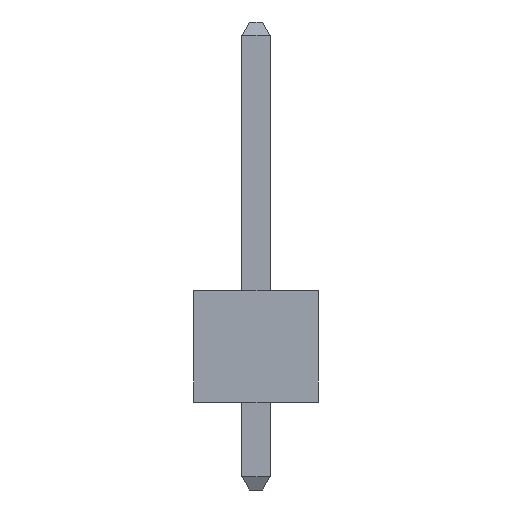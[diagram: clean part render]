
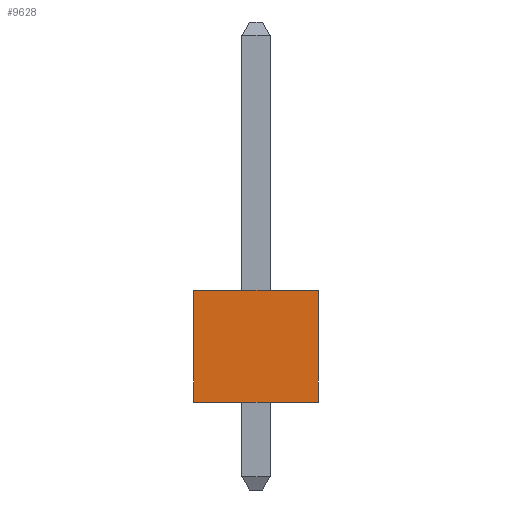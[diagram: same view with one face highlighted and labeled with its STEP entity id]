
A CAD part, left-side view. The second image highlights one B-rep face of the part: STEP entity #9628.
In plain terms, the highlighted planar face has unit normal (-1, 0, 0).
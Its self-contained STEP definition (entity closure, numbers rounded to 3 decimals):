
#9567 = CARTESIAN_POINT ( 'NONE',  ( -1.42, 1.42, 0. ) ) ;
#9568 = VERTEX_POINT ( 'NONE', #9567 ) ;
#9575 = CARTESIAN_POINT ( 'NONE',  ( -1.42, 1.42, 2.54 ) ) ;
#9576 = VERTEX_POINT ( 'NONE', #9575 ) ;
#9577 = CARTESIAN_POINT ( 'NONE',  ( -1.42, 1.42, 2.54 ) ) ;
#9578 = DIRECTION ( 'NONE',  ( 0., 0., -1. ) ) ;
#9579 = VECTOR ( 'NONE', #9578, 1000. ) ;
#9580 = LINE ( 'NONE', #9577, #9579 ) ;
#9581 = EDGE_CURVE ( 'NONE', #9576, #9568, #9580, .T. ) ;
#9598 = CARTESIAN_POINT ( 'NONE',  ( -1.42, -1.42, 0. ) ) ;
#9599 = VERTEX_POINT ( 'NONE', #9598 ) ;
#9600 = CARTESIAN_POINT ( 'NONE',  ( -1.42, -1.42, 0. ) ) ;
#9601 = DIRECTION ( 'NONE',  ( 0., -1., 0. ) ) ;
#9602 = VECTOR ( 'NONE', #9601, 1000. ) ;
#9603 = LINE ( 'NONE', #9600, #9602 ) ;
#9604 = EDGE_CURVE ( 'NONE', #9568, #9599, #9603, .T. ) ;
#9605 = ORIENTED_EDGE ( 'NONE', *, *, #9604, .T. ) ;
#9606 = CARTESIAN_POINT ( 'NONE',  ( -1.42, -1.42, 2.54 ) ) ;
#9607 = VERTEX_POINT ( 'NONE', #9606 ) ;
#9608 = CARTESIAN_POINT ( 'NONE',  ( -1.42, -1.42, 2.54 ) ) ;
#9609 = DIRECTION ( 'NONE',  ( 0., 0., -1. ) ) ;
#9610 = VECTOR ( 'NONE', #9609, 1000. ) ;
#9611 = LINE ( 'NONE', #9608, #9610 ) ;
#9612 = EDGE_CURVE ( 'NONE', #9607, #9599, #9611, .T. ) ;
#9613 = ORIENTED_EDGE ( 'NONE', *, *, #9612, .F. ) ;
#9614 = CARTESIAN_POINT ( 'NONE',  ( -1.42, -1.42, 2.54 ) ) ;
#9615 = DIRECTION ( 'NONE',  ( 0., -1., 0. ) ) ;
#9616 = VECTOR ( 'NONE', #9615, 1000. ) ;
#9617 = LINE ( 'NONE', #9614, #9616 ) ;
#9618 = EDGE_CURVE ( 'NONE', #9576, #9607, #9617, .T. ) ;
#9619 = ORIENTED_EDGE ( 'NONE', *, *, #9618, .F. ) ;
#9620 = ORIENTED_EDGE ( 'NONE', *, *, #9581, .T. ) ;
#9621 = EDGE_LOOP ( 'NONE', ( #9605, #9613, #9619, #9620 ) ) ;
#9622 = FACE_OUTER_BOUND ( 'NONE', #9621, .T. ) ;
#9623 = CARTESIAN_POINT ( 'NONE',  ( -1.42, -1.42, 2.54 ) ) ;
#9624 = DIRECTION ( 'NONE',  ( 1., 0., 0. ) ) ;
#9625 = DIRECTION ( 'NONE',  ( 0., 1., 0. ) ) ;
#9626 = AXIS2_PLACEMENT_3D ( 'NONE', #9623, #9624, #9625 ) ;
#9627 = PLANE ( 'NONE', #9626 ) ;
#9628 = ADVANCED_FACE ( 'NONE', ( #9622 ), #9627, .F. ) ;
